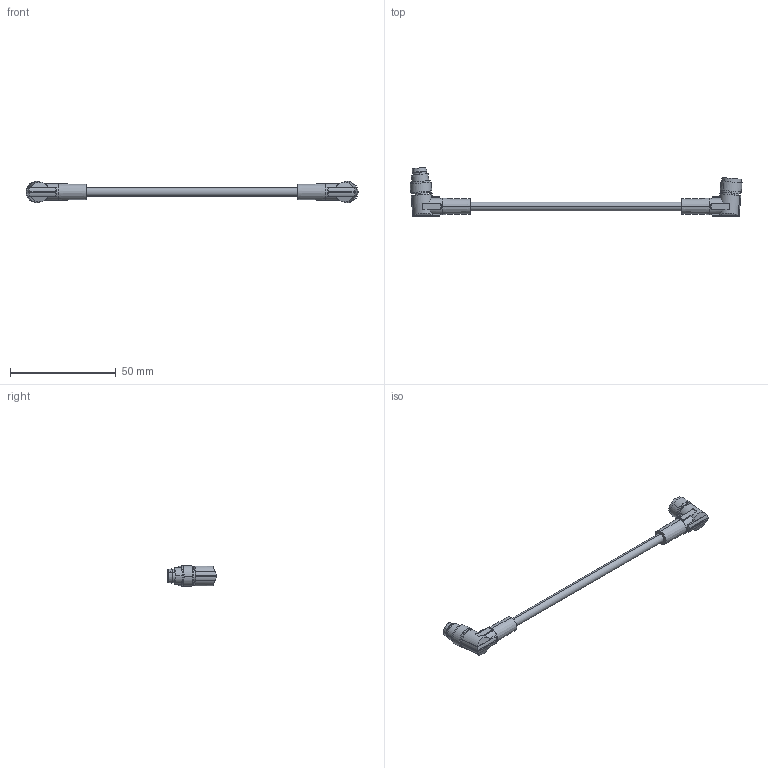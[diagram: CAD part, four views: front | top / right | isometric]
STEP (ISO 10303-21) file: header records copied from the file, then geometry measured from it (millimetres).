
FILE_DESCRIPTION(('SolidDesigner STEP Export'),'2;1');
FILE_NAME('1415901_SAC_3P_M8MR_0.3_PVC_M8FR_2L-select.stp','2015-02-10T10:02:21',(''),(''),'Creo Elements/Direct Modeling STEP processor for AP214 (Solid Model)','Creo Elements/Direct Modeling 18.1B 29-Sep-2012 (C) Parametric Technology GmbH','');
FILE_SCHEMA(('AUTOMOTIVE_DESIGN { 1 0 10303 214 1 1 1 1 }'));
Length unit declared in the file: millimetre
Products named in the file (2): 1415901_SAC_3P_M8MR_0.3_PVC_M8FR_2L-select
Assembly tree (1 placements, depth 2):
  1415901_SAC_3P_M8MR_0.3_PVC_M8FR_2L-select
    1415901_SAC_3P_M8MR_0.3_PVC_M8FR_2L-select
Bounding box: 157.26 x 23.31 x 10 mm (x, y, z)
Volume: 5541.3 mm3; surface area: 4312.7 mm2
Topology: 1 solids, 1 shells, 180 faces, 463 edges, 307 vertices
Faces by surface type: cylinder 84, plane 74, cone 22
Entity records: 8278 total; most frequent: CARTESIAN_POINT 2537, ORIENTED_EDGE 926, DIRECTION 830, EDGE_CURVE 463, AXIS2_PLACEMENT_3D 308, VERTEX_POINT 307, VECTOR 214, LINE 214
